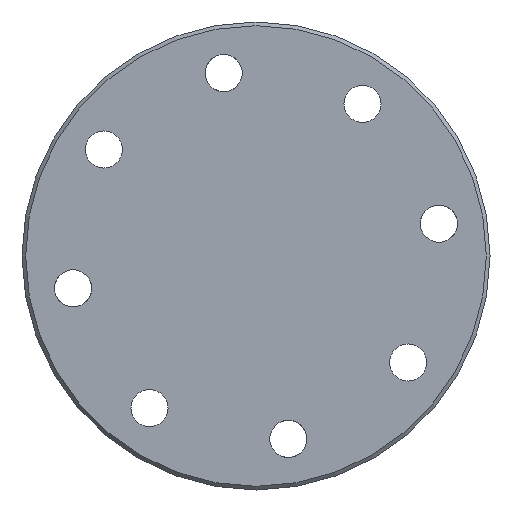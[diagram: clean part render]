
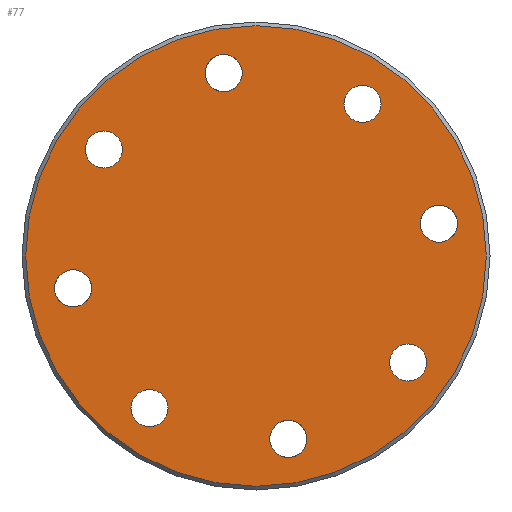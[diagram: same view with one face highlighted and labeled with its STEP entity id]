
A CAD part, left-side view. The second image highlights one B-rep face of the part: STEP entity #77.
In plain terms, the highlighted planar face has unit normal (-1, 0, 0).
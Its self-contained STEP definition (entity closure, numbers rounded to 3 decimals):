
#77=ADVANCED_FACE('',(#176,#177,#178,#179,#180,#181,#182,#183,#184),#185,.T.);
#176=FACE_BOUND('',#282,.T.);
#177=FACE_BOUND('',#283,.T.);
#178=FACE_BOUND('',#284,.T.);
#179=FACE_BOUND('',#285,.T.);
#180=FACE_BOUND('',#286,.T.);
#181=FACE_BOUND('',#287,.T.);
#182=FACE_BOUND('',#288,.T.);
#183=FACE_BOUND('',#289,.T.);
#184=FACE_OUTER_BOUND('',#290,.T.);
#185=PLANE('',#291);
#282=EDGE_LOOP('',(#414));
#283=EDGE_LOOP('',(#415));
#284=EDGE_LOOP('',(#416));
#285=EDGE_LOOP('',(#417));
#286=EDGE_LOOP('',(#418));
#287=EDGE_LOOP('',(#419));
#288=EDGE_LOOP('',(#420));
#289=EDGE_LOOP('',(#421));
#290=EDGE_LOOP('',(#422));
#291=AXIS2_PLACEMENT_3D('',#423,#424,#425);
#414=ORIENTED_EDGE('',*,*,#493,.T.);
#415=ORIENTED_EDGE('',*,*,#477,.T.);
#416=ORIENTED_EDGE('',*,*,#481,.T.);
#417=ORIENTED_EDGE('',*,*,#487,.T.);
#418=ORIENTED_EDGE('',*,*,#455,.T.);
#419=ORIENTED_EDGE('',*,*,#479,.T.);
#420=ORIENTED_EDGE('',*,*,#494,.T.);
#421=ORIENTED_EDGE('',*,*,#495,.T.);
#422=ORIENTED_EDGE('',*,*,#451,.T.);
#423=CARTESIAN_POINT('',(-42.5,0.,0.));
#424=DIRECTION('',(-1.0,0.0,0.0));
#425=DIRECTION('',(0.0,0.0,1.0));
#451=EDGE_CURVE('',#501,#501,#502,.T.);
#455=EDGE_CURVE('',#508,#508,#509,.T.);
#477=EDGE_CURVE('',#544,#544,#545,.T.);
#479=EDGE_CURVE('',#547,#547,#548,.T.);
#481=EDGE_CURVE('',#550,#550,#551,.T.);
#487=EDGE_CURVE('',#559,#559,#560,.T.);
#493=EDGE_CURVE('',#567,#567,#568,.T.);
#494=EDGE_CURVE('',#569,#569,#570,.T.);
#495=EDGE_CURVE('',#571,#571,#572,.T.);
#501=VERTEX_POINT('',#578);
#502=CIRCLE('',#579,31.0);
#508=VERTEX_POINT('',#585);
#509=CIRCLE('',#586,2.5);
#544=VERTEX_POINT('',#621);
#545=CIRCLE('',#622,2.5);
#547=VERTEX_POINT('',#624);
#548=CIRCLE('',#625,2.5);
#550=VERTEX_POINT('',#627);
#551=CIRCLE('',#628,2.5);
#559=VERTEX_POINT('',#636);
#560=CIRCLE('',#637,2.5);
#567=VERTEX_POINT('',#644);
#568=CIRCLE('',#645,2.5);
#569=VERTEX_POINT('',#646);
#570=CIRCLE('',#647,2.5);
#571=VERTEX_POINT('',#648);
#572=CIRCLE('',#649,2.5);
#578=CARTESIAN_POINT('',(-42.5,0.,31.0));
#579=AXIS2_PLACEMENT_3D('',#654,#655,#656);
#585=CARTESIAN_POINT('',(-42.5,-22.852,2.573));
#586=AXIS2_PLACEMENT_3D('',#663,#664,#665);
#621=CARTESIAN_POINT('',(-42.5,14.339,-17.979));
#622=AXIS2_PLACEMENT_3D('',#708,#709,#710);
#624=CARTESIAN_POINT('',(-42.5,-14.339,17.979));
#625=AXIS2_PLACEMENT_3D('',#711,#712,#713);
#627=CARTESIAN_POINT('',(-42.5,-2.573,-22.852));
#628=AXIS2_PLACEMENT_3D('',#714,#715,#716);
#636=CARTESIAN_POINT('',(-42.5,-17.979,-14.339));
#637=AXIS2_PLACEMENT_3D('',#723,#724,#725);
#644=CARTESIAN_POINT('',(-42.5,22.852,-2.573));
#645=AXIS2_PLACEMENT_3D('',#729,#730,#731);
#646=CARTESIAN_POINT('',(-42.5,2.573,22.852));
#647=AXIS2_PLACEMENT_3D('',#732,#733,#734);
#648=CARTESIAN_POINT('',(-42.5,17.979,14.339));
#649=AXIS2_PLACEMENT_3D('',#735,#736,#737);
#654=CARTESIAN_POINT('',(-42.5,0.,0.));
#655=DIRECTION('',(-1.0,0.0,0.0));
#656=DIRECTION('',(0.0,0.0,1.0));
#663=CARTESIAN_POINT('',(-42.5,-24.62,4.341));
#664=DIRECTION('',(1.0,0.0,0.0));
#665=DIRECTION('',(0.0,0.707,-0.707));
#708=CARTESIAN_POINT('',(-42.5,14.339,-20.479));
#709=DIRECTION('',(1.0,0.0,-0.0));
#710=DIRECTION('',(0.0,0.,1.0));
#711=CARTESIAN_POINT('',(-42.5,-14.339,20.479));
#712=DIRECTION('',(1.0,0.0,0.0));
#713=DIRECTION('',(0.0,0.,-1.0));
#714=CARTESIAN_POINT('',(-42.5,-4.341,-24.62));
#715=DIRECTION('',(1.0,0.0,-0.0));
#716=DIRECTION('',(0.0,0.707,0.707));
#723=CARTESIAN_POINT('',(-42.5,-20.479,-14.339));
#724=DIRECTION('',(1.0,0.0,0.0));
#725=DIRECTION('',(0.0,1.0,0.));
#729=CARTESIAN_POINT('',(-42.5,24.62,-4.341));
#730=DIRECTION('',(1.0,0.0,0.0));
#731=DIRECTION('',(0.0,-0.707,0.707));
#732=CARTESIAN_POINT('',(-42.5,4.341,24.62));
#733=DIRECTION('',(1.0,0.0,0.0));
#734=DIRECTION('',(0.0,-0.707,-0.707));
#735=CARTESIAN_POINT('',(-42.5,20.479,14.339));
#736=DIRECTION('',(1.0,0.0,0.0));
#737=DIRECTION('',(0.0,-1.0,0.0));
